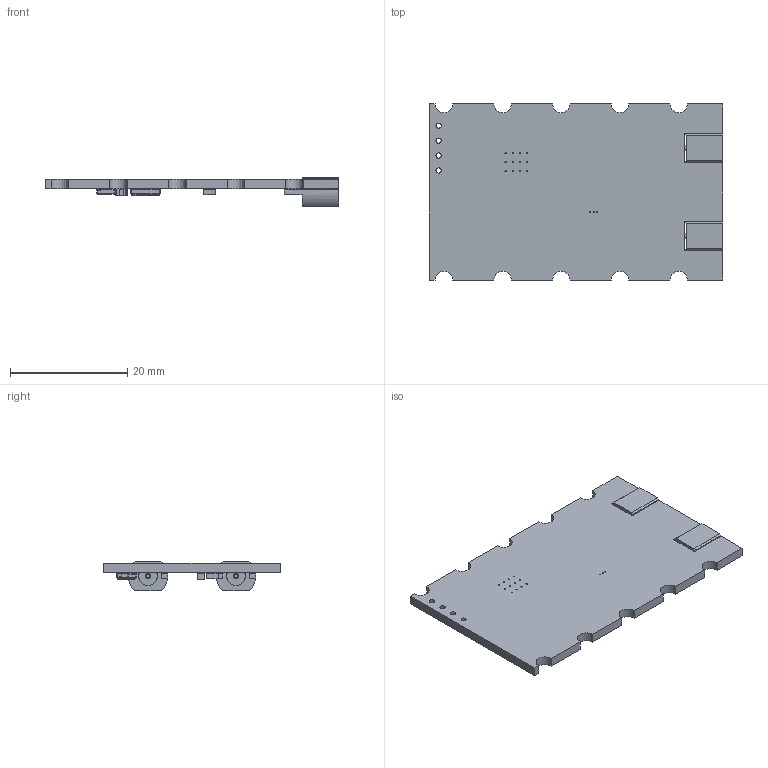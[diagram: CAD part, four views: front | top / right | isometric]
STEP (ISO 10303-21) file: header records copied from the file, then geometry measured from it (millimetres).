
FILE_DESCRIPTION(('KiCad electronic assembly'),'2;1');
FILE_NAME('TFSIK01A.step','2021-11-18T12:07:54',('Pcbnew'),('Kicad'), 'Open CASCADE STEP processor 7.5','KiCad to STEP converter','Unknown' );
FILE_SCHEMA(('AUTOMOTIVE_DESIGN { 1 0 10303 214 1 1 1 1 }'));
Length unit declared in the file: millimetre
Products named in the file (12): TFSIK01A 1; NFM21_0805_3Pin_Capacitor; COMPOUND; QPL9547TR7; ABS07-32.768KHZ-T--3DModel-STEP-56544; MOLEX_734151061; SOLID; ABM3B-30.000MHZ-10-1-U-T; TFSIK01A PCB
Assembly tree (12 placements, depth 3):
  TFSIK01A 1
    NFM21_0805_3Pin_Capacitor
      COMPOUND
    QPL9547TR7
      COMPOUND
    ABS07-32.768KHZ-T--3DModel-STEP-56544
      COMPOUND
    MOLEX_734151061  x2
      SOLID
    ABM3B-30.000MHZ-10-1-U-T
      COMPOUND
    TFSIK01A PCB
Bounding box: 50 x 30 x 5 mm (x, y, z)
Volume: 2564.9 mm3; surface area: 3931.3 mm2
Topology: 28 solids, 28 shells, 438 faces, 1077 edges, 708 vertices
Faces by surface type: bspline 385, cylinder 29, plane 24
Full cylindrical faces by diameter (mm): 0.2 x15, 0.889 x4
Entity records: 22645 total; most frequent: CARTESIAN_POINT 8733, B_SPLINE_CURVE_WITH_KNOTS 2057, ORIENTED_EDGE 1844, PCURVE 1844, DEFINITIONAL_REPRESENTATION 1844, EDGE_CURVE 922, SURFACE_CURVE 902, DIRECTION 629
